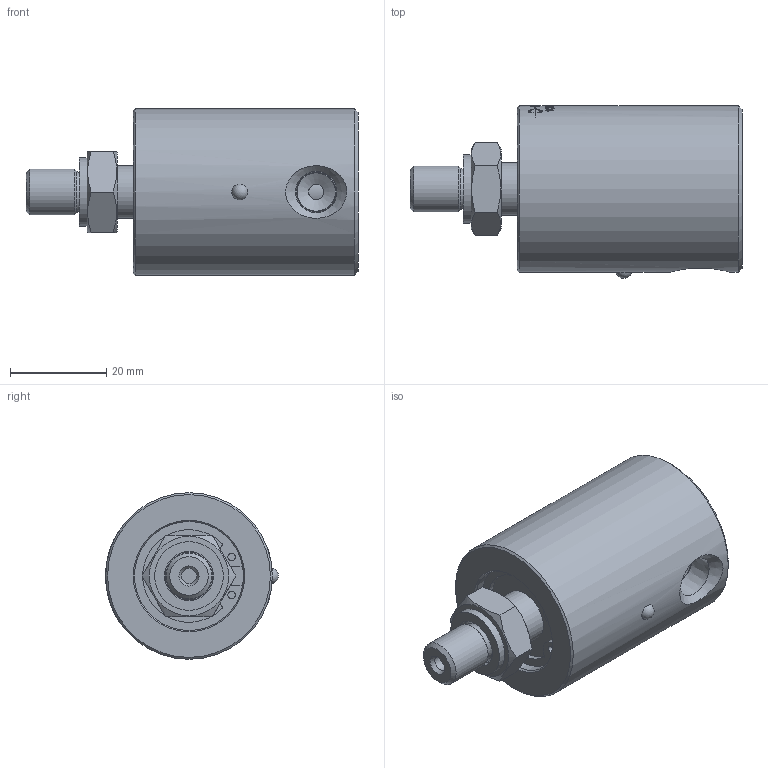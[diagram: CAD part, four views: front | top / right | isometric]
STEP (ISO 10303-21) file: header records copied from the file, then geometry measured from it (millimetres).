
FILE_DESCRIPTION(/* description */ (''),/* implementation_level */ '2;1');
FILE_NAME(/* name */ '1005-264-019-IC.stp',/* time_stamp */ '2020-05-13T13:01:31-05:00',/* author */ ('Moorera'),/* organization */ (''),/* preprocessor_version */ 'ST-DEVELOPER v18.1',/* originating_system */ 'Autodesk Inventor 2020',/* authorisation */ '');
FILE_SCHEMA (('AUTOMOTIVE_DESIGN { 1 0 10303 214 3 1 1 }'));
Products named in the file (1): 1005-264-019-IC
Bounding box: 69.08 x 35.93 x 34.67 mm (x, y, z)
Volume: 44286.1 mm3; surface area: 10410.8 mm2
Topology: 2 solids, 5 shells, 390 faces, 1018 edges, 679 vertices
Faces by surface type: bspline 181, plane 121, cylinder 69, cone 17, torus 1, sphere 1
Full cylindrical faces by diameter (mm): 1.575 x2, 1.6 x1, 3.2 x2, 3.683 x4, 7.6 x1, 7.95 x1, 9.525 x1, 10.15 x1, 11 x1, 14.3 x1, 22.7 x1, 23.3 x1, 34.67 x1
Entity records: 54700 total; most frequent: CARTESIAN_POINT 45763, ORIENTED_EDGE 2028, DIRECTION 1435, EDGE_CURVE 1014, VERTEX_POINT 679, AXIS2_PLACEMENT_3D 521, EDGE_LOOP 441, LINE 393
